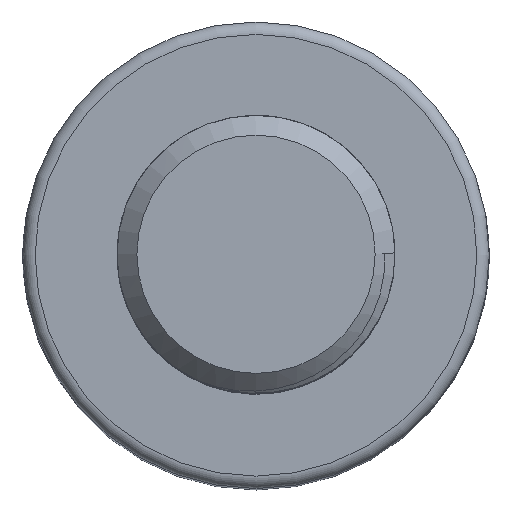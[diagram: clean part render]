
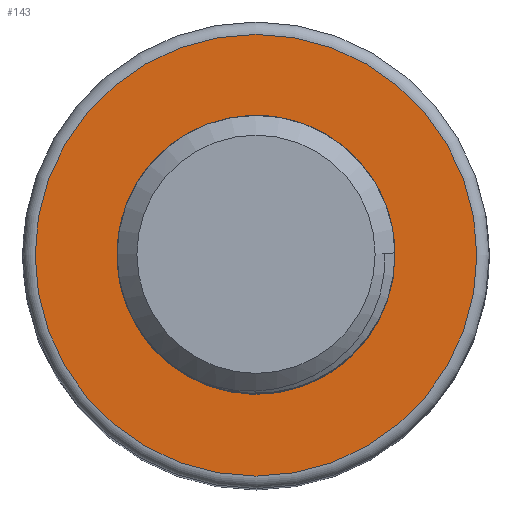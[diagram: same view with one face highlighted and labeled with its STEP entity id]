
A CAD part, top view. The second image highlights one B-rep face of the part: STEP entity #143.
In plain terms, the highlighted planar face has unit normal (0, 0, 1).
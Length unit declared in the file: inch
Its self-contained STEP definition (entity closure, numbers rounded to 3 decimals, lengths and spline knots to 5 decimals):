
#38 = VERTEX_POINT ( 'NONE', #64 ) ;
#62 = CARTESIAN_POINT ( 'NONE',  ( 0.089, 0., 0.348 ) ) ;
#63 = VERTEX_POINT ( 'NONE', #62 ) ;
#64 = CARTESIAN_POINT ( 'NONE',  ( 0.056, 0., 0.348 ) ) ;
#117 = AXIS2_PLACEMENT_3D ( 'NONE', #2106, #2524, #2523 ) ;
#119 = AXIS2_PLACEMENT_3D ( 'NONE', #2581, #2573, #2572 ) ;
#143 = ADVANCED_FACE ( 'NONE', ( #255, #251 ), #1754, .F. ) ;
#218 = ORIENTED_EDGE ( 'NONE', *, *, #1114, .T. ) ;
#219 = ORIENTED_EDGE ( 'NONE', *, *, #1075, .F. ) ;
#251 = FACE_OUTER_BOUND ( 'NONE', #3154, .T. ) ;
#255 = FACE_BOUND ( 'NONE', #3157, .T. ) ;
#310 = CIRCLE ( 'NONE', #119, 0.056 ) ;
#333 = CIRCLE ( 'NONE', #117, 0.089 ) ;
#1075 = EDGE_CURVE ( 'NONE', #38, #38, #310, .T. ) ;
#1077 = AXIS2_PLACEMENT_3D ( 'NONE', #1765, #1753, #1752 ) ;
#1114 = EDGE_CURVE ( 'NONE', #63, #63, #333, .T. ) ;
#1752 = DIRECTION ( 'NONE',  ( -1., 0., 0. ) ) ;
#1753 = DIRECTION ( 'NONE',  ( 0., 0., -1. ) ) ;
#1754 = PLANE ( 'NONE',  #1077 ) ;
#1765 = CARTESIAN_POINT ( 'NONE',  ( 0., 0.089, 0.348 ) ) ;
#2106 = CARTESIAN_POINT ( 'NONE',  ( 0., 0., 0.348 ) ) ;
#2523 = DIRECTION ( 'NONE',  ( 1., 0., 0. ) ) ;
#2524 = DIRECTION ( 'NONE',  ( 0., 0., 1. ) ) ;
#2572 = DIRECTION ( 'NONE',  ( 1., 0., 0. ) ) ;
#2573 = DIRECTION ( 'NONE',  ( 0., 0., 1. ) ) ;
#2581 = CARTESIAN_POINT ( 'NONE',  ( 0., 0., 0.348 ) ) ;
#3154 = EDGE_LOOP ( 'NONE', ( #218 ) ) ;
#3157 = EDGE_LOOP ( 'NONE', ( #219 ) ) ;
